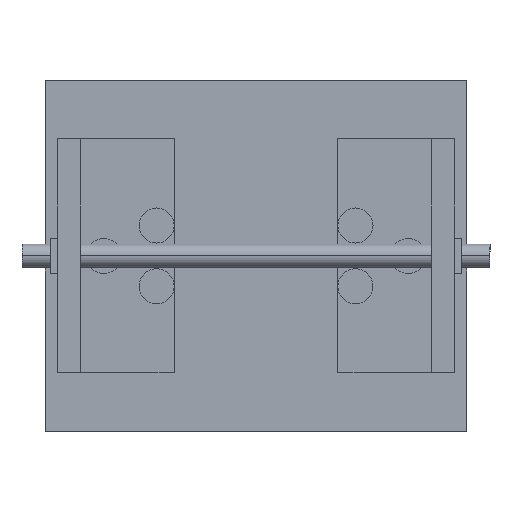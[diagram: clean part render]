
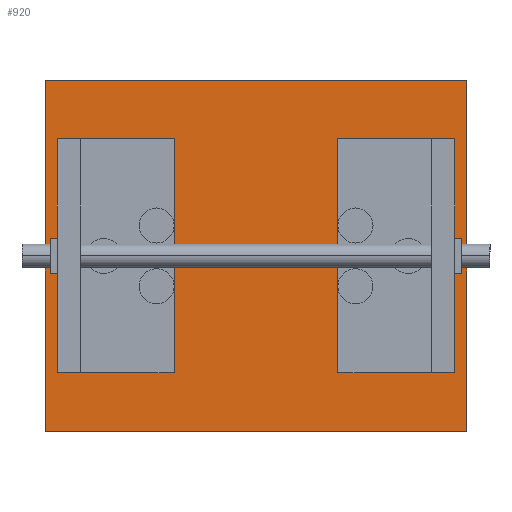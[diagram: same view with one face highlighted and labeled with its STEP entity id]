
A CAD part, top view. The second image highlights one B-rep face of the part: STEP entity #920.
In plain terms, the highlighted planar face has unit normal (0, 0, 1).
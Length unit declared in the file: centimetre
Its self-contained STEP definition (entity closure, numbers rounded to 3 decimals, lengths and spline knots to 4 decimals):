
#252=CARTESIAN_POINT('',(12.8043,6.875,2.0));
#253=VERTEX_POINT('',#252);
#269=CARTESIAN_POINT('',(13.8043,6.875,2.0));
#270=VERTEX_POINT('',#269);
#277=CARTESIAN_POINT('',(13.3043,6.875,2.0));
#278=DIRECTION('',(0.0,0.0,-1.0));
#279=DIRECTION('',(-1.0,0.0,0.0));
#280=AXIS2_PLACEMENT_3D('',#277,#278,#279);
#281=CIRCLE('',#280,0.5);
#282=EDGE_CURVE('',#253,#270,#281,.T.);
#294=CARTESIAN_POINT('',(11.3043,7.741,2.0));
#295=VERTEX_POINT('',#294);
#311=CARTESIAN_POINT('',(10.8043,8.6071,2.0));
#312=VERTEX_POINT('',#311);
#319=CARTESIAN_POINT('',(11.0543,8.174,2.0));
#320=DIRECTION('',(0.0,0.0,-1.0));
#321=DIRECTION('',(0.5,-0.866,0.0));
#322=AXIS2_PLACEMENT_3D('',#319,#320,#321);
#323=CIRCLE('',#322,0.5);
#324=EDGE_CURVE('',#295,#312,#323,.T.);
#336=CARTESIAN_POINT('',(11.3043,6.009,2.0));
#337=VERTEX_POINT('',#336);
#353=CARTESIAN_POINT('',(10.8043,5.1429,2.0));
#354=VERTEX_POINT('',#353);
#361=CARTESIAN_POINT('',(11.0543,5.576,2.0));
#362=DIRECTION('',(0.0,0.0,-1.0));
#363=DIRECTION('',(0.5,0.866,0.0));
#364=AXIS2_PLACEMENT_3D('',#361,#362,#363);
#365=CIRCLE('',#364,0.5);
#366=EDGE_CURVE('',#337,#354,#365,.T.);
#378=CARTESIAN_POINT('',(0.8043,6.875,2.0));
#379=VERTEX_POINT('',#378);
#395=CARTESIAN_POINT('',(-0.1957,6.875,2.0));
#396=VERTEX_POINT('',#395);
#403=CARTESIAN_POINT('',(0.3043,6.875,2.0));
#404=DIRECTION('',(0.0,0.0,-1.0));
#405=DIRECTION('',(1.0,0.0,0.0));
#406=AXIS2_PLACEMENT_3D('',#403,#404,#405);
#407=CIRCLE('',#406,0.5);
#408=EDGE_CURVE('',#379,#396,#407,.T.);
#441=CARTESIAN_POINT('',(2.3043,7.741,2.0));
#442=VERTEX_POINT('',#441);
#458=CARTESIAN_POINT('',(2.8043,8.6071,2.0));
#459=VERTEX_POINT('',#458);
#466=CARTESIAN_POINT('',(2.5543,8.174,2.0));
#467=DIRECTION('',(0.0,0.0,-1.0));
#468=DIRECTION('',(-0.5,-0.866,0.0));
#469=AXIS2_PLACEMENT_3D('',#466,#467,#468);
#470=CIRCLE('',#469,0.5);
#471=EDGE_CURVE('',#442,#459,#470,.T.);
#504=CARTESIAN_POINT('',(2.3043,6.009,2.));
#505=VERTEX_POINT('',#504);
#521=CARTESIAN_POINT('',(2.8043,5.1429,2.));
#522=VERTEX_POINT('',#521);
#529=CARTESIAN_POINT('',(2.5543,5.576,2.0));
#530=DIRECTION('',(0.0,0.0,-1.));
#531=DIRECTION('',(-0.5,0.866,0.0));
#532=AXIS2_PLACEMENT_3D('',#529,#530,#531);
#533=CIRCLE('',#532,0.5);
#534=EDGE_CURVE('',#505,#522,#533,.T.);
#566=CARTESIAN_POINT('',(2.5543,5.576,2.0));
#567=DIRECTION('',(0.0,0.0,-1.));
#568=DIRECTION('',(-0.5,0.866,0.0));
#569=AXIS2_PLACEMENT_3D('',#566,#567,#568);
#570=CIRCLE('',#569,0.5);
#571=EDGE_CURVE('',#522,#505,#570,.T.);
#611=CARTESIAN_POINT('',(2.5543,8.174,2.0));
#612=DIRECTION('',(0.0,0.0,-1.0));
#613=DIRECTION('',(-0.5,-0.866,0.0));
#614=AXIS2_PLACEMENT_3D('',#611,#612,#613);
#615=CIRCLE('',#614,0.5);
#616=EDGE_CURVE('',#459,#442,#615,.T.);
#635=CARTESIAN_POINT('',(0.3043,6.875,2.0));
#636=DIRECTION('',(0.0,0.0,-1.0));
#637=DIRECTION('',(1.0,0.0,0.0));
#638=AXIS2_PLACEMENT_3D('',#635,#636,#637);
#639=CIRCLE('',#638,0.5);
#640=EDGE_CURVE('',#396,#379,#639,.T.);
#659=CARTESIAN_POINT('',(11.0543,5.576,2.0));
#660=DIRECTION('',(0.0,0.0,-1.0));
#661=DIRECTION('',(0.5,0.866,0.0));
#662=AXIS2_PLACEMENT_3D('',#659,#660,#661);
#663=CIRCLE('',#662,0.5);
#664=EDGE_CURVE('',#354,#337,#663,.T.);
#683=CARTESIAN_POINT('',(11.0543,8.174,2.0));
#684=DIRECTION('',(0.0,0.0,-1.0));
#685=DIRECTION('',(0.5,-0.866,0.0));
#686=AXIS2_PLACEMENT_3D('',#683,#684,#685);
#687=CIRCLE('',#686,0.5);
#688=EDGE_CURVE('',#312,#295,#687,.T.);
#707=CARTESIAN_POINT('',(13.3043,6.875,2.0));
#708=DIRECTION('',(0.0,0.0,-1.0));
#709=DIRECTION('',(-1.0,0.0,0.0));
#710=AXIS2_PLACEMENT_3D('',#707,#708,#709);
#711=CIRCLE('',#710,0.5);
#712=EDGE_CURVE('',#270,#253,#711,.T.);
#730=CARTESIAN_POINT('',(-2.1957,14.375,2.0));
#731=VERTEX_POINT('',#730);
#732=CARTESIAN_POINT('',(15.8043,14.375,2.0));
#733=VERTEX_POINT('',#732);
#734=CARTESIAN_POINT('',(-2.1957,14.375,2.0));
#735=DIRECTION('',(1.0,0.0,0.0));
#736=VECTOR('',#735,18.0);
#737=LINE('',#734,#736);
#738=EDGE_CURVE('',#731,#733,#737,.T.);
#770=CARTESIAN_POINT('',(15.8043,-0.625,2.0));
#771=VERTEX_POINT('',#770);
#772=CARTESIAN_POINT('',(15.8043,14.375,2.0));
#773=DIRECTION('',(0.0,-1.0,0.0));
#774=VECTOR('',#773,15.);
#775=LINE('',#772,#774);
#776=EDGE_CURVE('',#733,#771,#775,.T.);
#801=CARTESIAN_POINT('',(-2.1957,-0.625,2.0));
#802=VERTEX_POINT('',#801);
#803=CARTESIAN_POINT('',(15.8043,-0.625,2.0));
#804=DIRECTION('',(-1.0,0.0,0.0));
#805=VECTOR('',#804,18.0);
#806=LINE('',#803,#805);
#807=EDGE_CURVE('',#771,#802,#806,.T.);
#832=CARTESIAN_POINT('',(-2.1957,-0.625,2.0));
#833=DIRECTION('',(0.0,1.0,0.0));
#834=VECTOR('',#833,15.0);
#835=LINE('',#832,#834);
#836=EDGE_CURVE('',#802,#731,#835,.T.);
#885=CARTESIAN_POINT('',(6.8043,6.875,2.0));
#886=DIRECTION('',(0.0,0.0,-1.0));
#887=DIRECTION('',(-1.0,0.0,0.0));
#888=AXIS2_PLACEMENT_3D('',#885,#886,#887);
#889=PLANE('',#888);
#890=ORIENTED_EDGE('',*,*,#738,.F.);
#891=ORIENTED_EDGE('',*,*,#836,.F.);
#892=ORIENTED_EDGE('',*,*,#807,.F.);
#893=ORIENTED_EDGE('',*,*,#776,.F.);
#894=EDGE_LOOP('',(#890,#891,#892,#893));
#895=FACE_OUTER_BOUND('',#894,.T.);
#896=ORIENTED_EDGE('',*,*,#571,.T.);
#897=ORIENTED_EDGE('',*,*,#534,.T.);
#898=EDGE_LOOP('',(#896,#897));
#899=FACE_BOUND('',#898,.T.);
#900=ORIENTED_EDGE('',*,*,#616,.T.);
#901=ORIENTED_EDGE('',*,*,#471,.T.);
#902=EDGE_LOOP('',(#900,#901));
#903=FACE_BOUND('',#902,.T.);
#904=ORIENTED_EDGE('',*,*,#640,.T.);
#905=ORIENTED_EDGE('',*,*,#408,.T.);
#906=EDGE_LOOP('',(#904,#905));
#907=FACE_BOUND('',#906,.T.);
#908=ORIENTED_EDGE('',*,*,#664,.T.);
#909=ORIENTED_EDGE('',*,*,#366,.T.);
#910=EDGE_LOOP('',(#908,#909));
#911=FACE_BOUND('',#910,.T.);
#912=ORIENTED_EDGE('',*,*,#688,.T.);
#913=ORIENTED_EDGE('',*,*,#324,.T.);
#914=EDGE_LOOP('',(#912,#913));
#915=FACE_BOUND('',#914,.T.);
#916=ORIENTED_EDGE('',*,*,#712,.T.);
#917=ORIENTED_EDGE('',*,*,#282,.T.);
#918=EDGE_LOOP('',(#916,#917));
#919=FACE_BOUND('',#918,.T.);
#920=ADVANCED_FACE('',(#895,#899,#903,#907,#911,#915,#919),#889,.F.);
